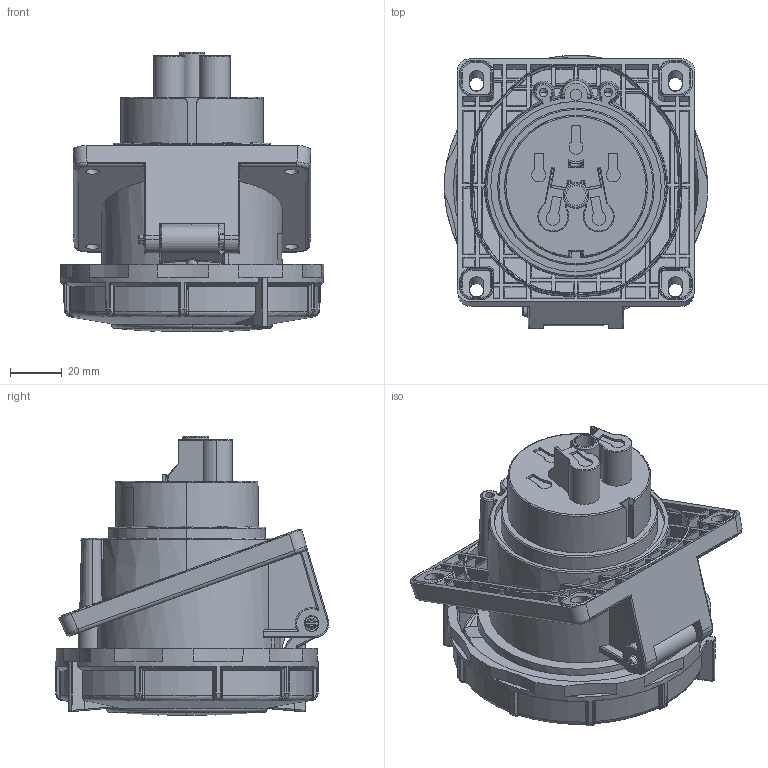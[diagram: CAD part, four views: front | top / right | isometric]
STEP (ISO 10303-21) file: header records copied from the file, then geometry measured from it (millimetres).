
FILE_DESCRIPTION (( 'STEP AP203' ), '1' );
FILE_NAME ('DIS4183267 (PAS 5p 32ﾀ 400ﾂ IP67).STEP', '2024-09-03T08:11:57', ( '' ), ( '' ), 'SwSTEP 2.0', 'SolidWorks 2022', '' );
FILE_SCHEMA (( 'CONFIG_CONTROL_DESIGN' ));
Products named in the file (1): DIS4183267 (PAS 5p 32А 400В IP67)
Bounding box: 101.95 x 105.93 x 108.07 mm (x, y, z)
Volume: 407502 mm3; surface area: 93885.7 mm2
Topology: 1 solids, 1 shells, 1676 faces, 4441 edges, 2738 vertices
Faces by surface type: plane 624, cylinder 426, bspline 291, torus 138, cone 112, sphere 85
Entity records: 64320 total; most frequent: CARTESIAN_POINT 26156, ORIENTED_EDGE 8750, DIRECTION 7104, EDGE_CURVE 4375, VERTEX_POINT 2727, AXIS2_PLACEMENT_3D 2702, EDGE_LOOP 1720, VECTOR 1700
